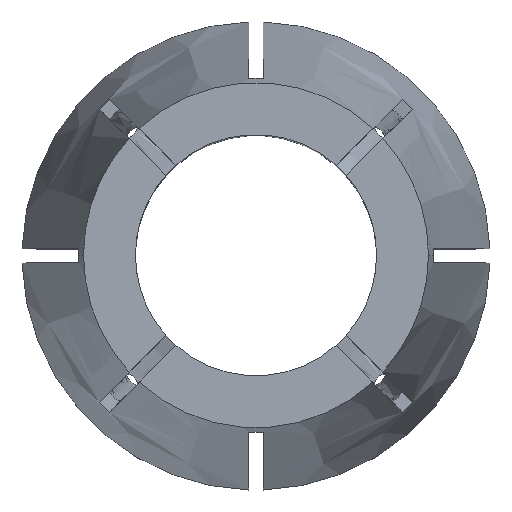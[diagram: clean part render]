
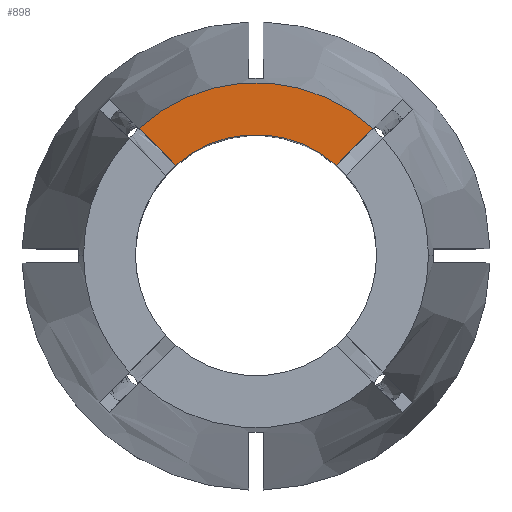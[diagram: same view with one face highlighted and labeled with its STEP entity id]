
A CAD part, top view. The second image highlights one B-rep face of the part: STEP entity #898.
In plain terms, the highlighted planar face has unit normal (0, 0, 1).
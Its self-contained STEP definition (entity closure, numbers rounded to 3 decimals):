
#39 = DIRECTION ( 'NONE',  ( -1., 0., 0. ) ) ;
#210 = DIRECTION ( 'NONE',  ( 0.707, 0.707, 0. ) ) ;
#227 = EDGE_CURVE ( 'NONE', #2496, #235, #361, .T. ) ;
#235 = VERTEX_POINT ( 'NONE', #2339 ) ;
#246 = ORIENTED_EDGE ( 'NONE', *, *, #2817, .F. ) ;
#278 = PLANE ( 'NONE',  #1901 ) ;
#302 = AXIS2_PLACEMENT_3D ( 'NONE', #914, #1743, #1708 ) ;
#361 = CIRCLE ( 'NONE', #302, 12.158 ) ;
#517 = ORIENTED_EDGE ( 'NONE', *, *, #1679, .T. ) ;
#688 = ORIENTED_EDGE ( 'NONE', *, *, #227, .T. ) ;
#706 = CARTESIAN_POINT ( 'NONE',  ( 0., 0., 0. ) ) ;
#731 = EDGE_LOOP ( 'NONE', ( #246, #517, #688, #2743 ) ) ;
#792 = VECTOR ( 'NONE', #1723, 1000. ) ;
#811 = CARTESIAN_POINT ( 'NONE',  ( 0.354, 0.354, 0. ) ) ;
#846 = DIRECTION ( 'NONE',  ( 1., 0., 0. ) ) ;
#898 = ADVANCED_FACE ( 'NONE', ( #1124 ), #278, .F. ) ;
#914 = CARTESIAN_POINT ( 'NONE',  ( 0., 0., 0. ) ) ;
#1071 = AXIS2_PLACEMENT_3D ( 'NONE', #706, #1169, #846 ) ;
#1091 = CARTESIAN_POINT ( 'NONE',  ( 5.646, 6.354, 0. ) ) ;
#1124 = FACE_OUTER_BOUND ( 'NONE', #731, .T. ) ;
#1169 = DIRECTION ( 'NONE',  ( 0., 0., 1. ) ) ;
#1177 = DIRECTION ( 'NONE',  ( 0., 0., -1. ) ) ;
#1210 = CIRCLE ( 'NONE', #1071, 8.5 ) ;
#1256 = VECTOR ( 'NONE', #210, 1000. ) ;
#1679 = EDGE_CURVE ( 'NONE', #2293, #2496, #2908, .T. ) ;
#1708 = DIRECTION ( 'NONE',  ( 1., 0., 0. ) ) ;
#1723 = DIRECTION ( 'NONE',  ( 0.707, -0.707, 0. ) ) ;
#1743 = DIRECTION ( 'NONE',  ( 0., 0., 1. ) ) ;
#1901 = AXIS2_PLACEMENT_3D ( 'NONE', #2860, #1177, #39 ) ;
#1994 = LINE ( 'NONE', #811, #792 ) ;
#2074 = CARTESIAN_POINT ( 'NONE',  ( 8.236, 8.943, 0. ) ) ;
#2201 = CARTESIAN_POINT ( 'NONE',  ( -5.646, 6.354, 0. ) ) ;
#2293 = VERTEX_POINT ( 'NONE', #1091 ) ;
#2339 = CARTESIAN_POINT ( 'NONE',  ( -8.236, 8.943, 0. ) ) ;
#2360 = EDGE_CURVE ( 'NONE', #235, #2816, #1994, .T. ) ;
#2496 = VERTEX_POINT ( 'NONE', #2074 ) ;
#2743 = ORIENTED_EDGE ( 'NONE', *, *, #2360, .T. ) ;
#2816 = VERTEX_POINT ( 'NONE', #2201 ) ;
#2817 = EDGE_CURVE ( 'NONE', #2293, #2816, #1210, .T. ) ;
#2857 = CARTESIAN_POINT ( 'NONE',  ( -0.354, 0.354, 0. ) ) ;
#2860 = CARTESIAN_POINT ( 'NONE',  ( 0., 0., 0. ) ) ;
#2908 = LINE ( 'NONE', #2857, #1256 ) ;
